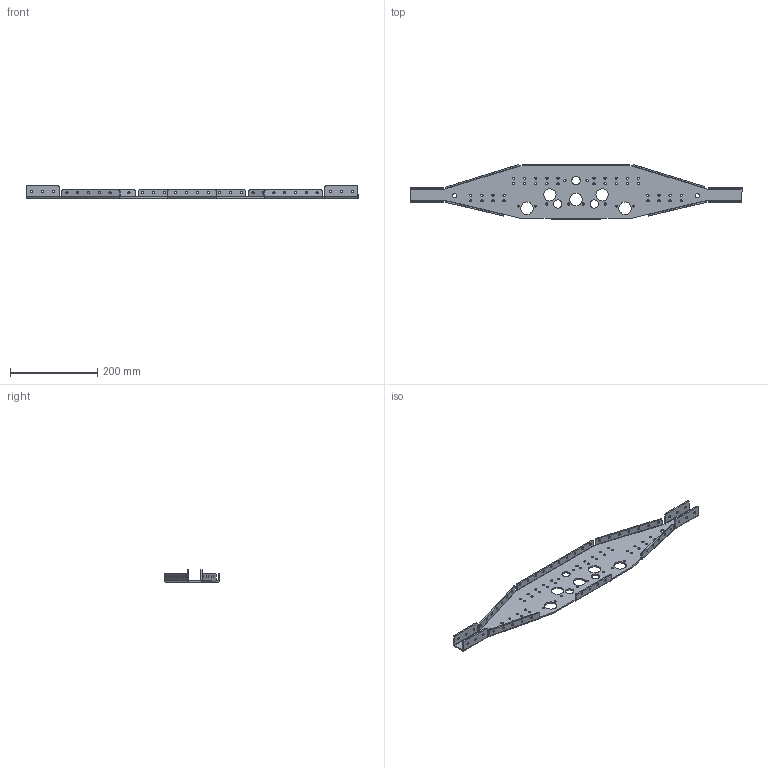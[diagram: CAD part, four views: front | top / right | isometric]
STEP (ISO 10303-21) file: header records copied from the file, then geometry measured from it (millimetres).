
FILE_DESCRIPTION (( 'STEP AP214' ), '1' );
FILE_NAME ('am-2420 4463 Side Plate v2.STEP', '2014-01-14T18:59:12', ( '' ), ( '' ), 'SwSTEP 2.0', 'SolidWorks 2010', '' );
FILE_SCHEMA (( 'AUTOMOTIVE_DESIGN' ));
Length unit declared in the file: inch
Products named in the file (1): am-2420 4463 Side Plate v2
Bounding box: 762 x 128.47 x 28.57 mm (x, y, z)
Volume: 257663.3 mm3; surface area: 175761.3 mm2
Topology: 1 solids, 1 shells, 349 faces, 961 edges, 614 vertices
Faces by surface type: cylinder 255, plane 90, bspline 4
Entity records: 11817 total; most frequent: DIRECTION 2151, CARTESIAN_POINT 2057, ORIENTED_EDGE 1922, EDGE_CURVE 961, AXIS2_PLACEMENT_3D 852, VERTEX_POINT 614, EDGE_LOOP 561, CIRCLE 506
